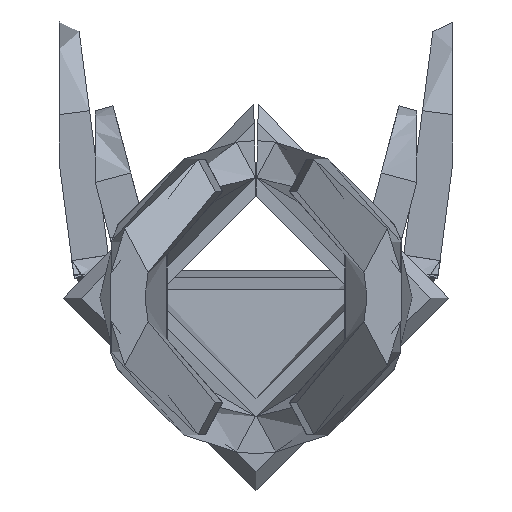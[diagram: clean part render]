
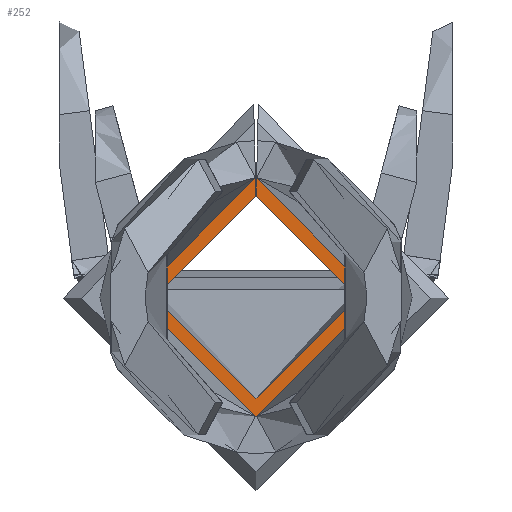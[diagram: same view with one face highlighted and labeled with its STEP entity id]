
A CAD part, front view. The second image highlights one B-rep face of the part: STEP entity #252.
In plain terms, the highlighted planar face has unit normal (0, -1, 0).
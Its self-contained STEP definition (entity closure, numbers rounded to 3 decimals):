
#252 = ADVANCED_FACE( '', ( #549 ), #550, .T. );
#549 = FACE_OUTER_BOUND( '', #1193, .T. );
#550 = PLANE( '', #1194 );
#1193 = EDGE_LOOP( '', ( #2273, #2274, #2275, #2276 ) );
#1194 = AXIS2_PLACEMENT_3D( '', #2277, #2278, #2279 );
#2273 = ORIENTED_EDGE( '', *, *, #2879, .F. );
#2274 = ORIENTED_EDGE( '', *, *, #2920, .F. );
#2275 = ORIENTED_EDGE( '', *, *, #2903, .F. );
#2276 = ORIENTED_EDGE( '', *, *, #3045, .F. );
#2277 = CARTESIAN_POINT( '', ( 0., -0.2, 0. ) );
#2278 = DIRECTION( '', ( 0., -1., 0. ) );
#2279 = DIRECTION( '', ( 0., 0., -1. ) );
#2879 = EDGE_CURVE( '', #3346, #3348, #3349, .T. );
#2903 = EDGE_CURVE( '', #3387, #3371, #3389, .T. );
#2920 = EDGE_CURVE( '', #3371, #3346, #3417, .T. );
#3045 = EDGE_CURVE( '', #3348, #3387, #3599, .T. );
#3346 = VERTEX_POINT( '', #4077 );
#3348 = VERTEX_POINT( '', #4080 );
#3349 = LINE( '', #4081, #4082 );
#3371 = VERTEX_POINT( '', #4195 );
#3387 = VERTEX_POINT( '', #4234 );
#3389 = LINE( '', #4237, #4238 );
#3417 = CIRCLE( '', #4292, 0.55 );
#3599 = CIRCLE( '', #4878, 0.85 );
#4077 = CARTESIAN_POINT( '', ( 0.001, -0.2, 0.55 ) );
#4080 = CARTESIAN_POINT( '', ( 0.008, -0.2, 0.85 ) );
#4081 = CARTESIAN_POINT( '', ( -0.012, -0.2, 0. ) );
#4082 = VECTOR( '', #5567, 1000. );
#4195 = CARTESIAN_POINT( '', ( -0.001, -0.2, 0.55 ) );
#4234 = CARTESIAN_POINT( '', ( -0.008, -0.2, 0.85 ) );
#4237 = CARTESIAN_POINT( '', ( 0.012, -0.2, 0. ) );
#4238 = VECTOR( '', #5583, 1000. );
#4292 = AXIS2_PLACEMENT_3D( '', #5596, #5597, #5598 );
#4878 = AXIS2_PLACEMENT_3D( '', #5681, #5682, #5683 );
#5567 = DIRECTION( '', ( 0.023, 0., 1. ) );
#5583 = DIRECTION( '', ( 0.023, 0., -1. ) );
#5596 = CARTESIAN_POINT( '', ( 0., -0.2, 0. ) );
#5597 = DIRECTION( '', ( 0., -1., 0. ) );
#5598 = DIRECTION( '', ( -1., 0., 0. ) );
#5681 = CARTESIAN_POINT( '', ( 0., -0.2, 0. ) );
#5682 = DIRECTION( '', ( 0., 1., 0. ) );
#5683 = DIRECTION( '', ( 1., 0., 0. ) );
